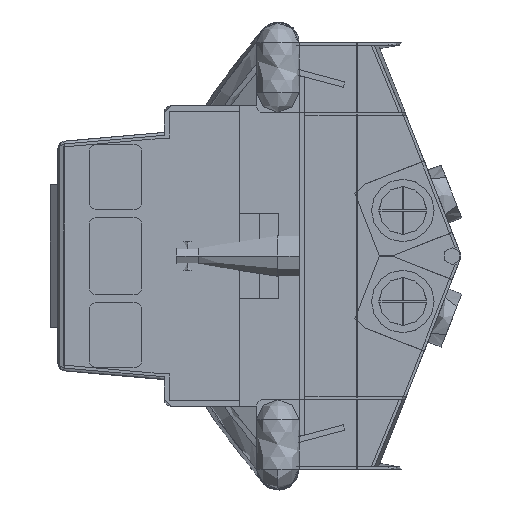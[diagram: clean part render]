
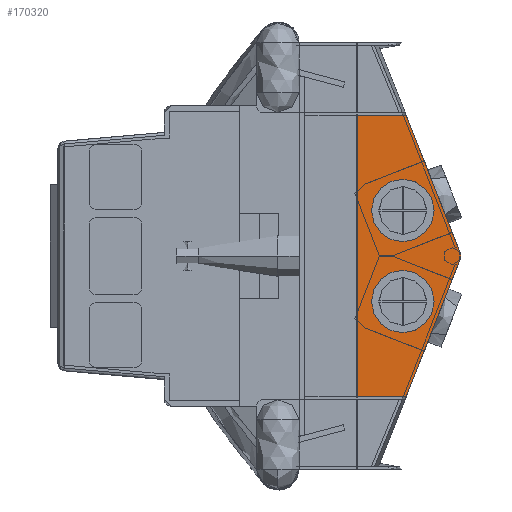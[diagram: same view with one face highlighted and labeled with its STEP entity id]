
A CAD part, left-side view. The second image highlights one B-rep face of the part: STEP entity #170320.
In plain terms, the highlighted face is planar.
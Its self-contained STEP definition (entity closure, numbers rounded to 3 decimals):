
#163530=CARTESIAN_POINT('',(145.374,62.918,
100.));
#163540=VERTEX_POINT('',#163530);
#163590=CARTESIAN_POINT('',(145.374,129.13,
100.));
#163600=DIRECTION('',(0.,-1.,0.));
#163610=VECTOR('',#163600,1.);
#163620=LINE('',#163590,#163610);
#163630=CARTESIAN_POINT('',(145.374,51.417,
100.));
#163640=VERTEX_POINT('',#163630);
#163650=EDGE_CURVE('',#163540,#163640,#163620,.T.);
#167650=CARTESIAN_POINT('',(-145.374,50.917,
100.));
#167660=VERTEX_POINT('',#167650);
#167690=CARTESIAN_POINT('',(-145.374,129.13,
100.));
#167700=DIRECTION('',(0.,-1.,0.));
#167710=VECTOR('',#167700,1.);
#167720=LINE('',#167690,#167710);
#167730=CARTESIAN_POINT('',(-145.374,62.918,
100.));
#167740=VERTEX_POINT('',#167730);
#167750=EDGE_CURVE('',#167740,#167660,#167720,.T.);
#168880=CARTESIAN_POINT('',(-75.357,-39.525,
100.));
#168890=DIRECTION('',(-0.925,-0.381,0.));
#168900=VECTOR('',#168890,1.);
#168910=LINE('',#168880,#168900);
#168920=CARTESIAN_POINT('',(100.555,32.951,
100.));
#168930=VERTEX_POINT('',#168920);
#168940=EDGE_CURVE('',#163640,#168930,#168910,.T.);
#169130=CARTESIAN_POINT('',(0.,62.918,100.));
#169140=DIRECTION('',(1.,0.,0.));
#169150=VECTOR('',#169140,1.);
#169160=LINE('',#169130,#169150);
#169170=EDGE_CURVE('',#167740,#163540,#169160,.T.);
#169310=CARTESIAN_POINT('',(-100.555,32.451,
100.));
#169320=VERTEX_POINT('',#169310);
#169400=CARTESIAN_POINT('',(-100.555,28.952,
100.));
#169410=VERTEX_POINT('',#169400);
#169440=CARTESIAN_POINT('',(-100.555,48.2,
100.));
#169450=DIRECTION('',(0.,1.,0.));
#169460=VECTOR('',#169450,1.);
#169470=LINE('',#169440,#169460);
#169480=EDGE_CURVE('',#169410,#169320,#169470,.T.);
#169530=CARTESIAN_POINT('',(-3.714,15.524,
100.));
#169540=DIRECTION('',(0.,0.,-1.));
#169550=DIRECTION('',(1.,0.,0.));
#169560=AXIS2_PLACEMENT_3D('',#169530,#169540,#169550);
#169570=PLANE('',#169560);
#169580=CARTESIAN_POINT('',(32.,30.778,100.));
#169590=DIRECTION('',(0.,0.,-1.));
#169600=DIRECTION('',(-1.,0.,0.));
#169610=AXIS2_PLACEMENT_3D('',#169580,#169590,#169600);
#169620=CIRCLE('',#169610,20.);
#169630=CARTESIAN_POINT('',(12.,30.778,100.));
#169640=VERTEX_POINT('',#169630);
#169650=CARTESIAN_POINT('',(52.,30.778,100.));
#169660=VERTEX_POINT('',#169650);
#169670=EDGE_CURVE('',#169640,#169660,#169620,.T.);
#169680=ORIENTED_EDGE('',*,*,#169670,.F.);
#169690=EDGE_CURVE('',#169660,#169640,#169620,.T.);
#169700=ORIENTED_EDGE('',*,*,#169690,.F.);
#169710=EDGE_LOOP('',(#169700,#169680));
#169720=FACE_BOUND('',#169710,.T.);
#169730=CARTESIAN_POINT('',(-32.,30.778,100.));
#169740=DIRECTION('',(0.,0.,-1.));
#169750=DIRECTION('',(-1.,0.,0.));
#169760=AXIS2_PLACEMENT_3D('',#169730,#169740,#169750);
#169770=CIRCLE('',#169760,20.);
#169780=CARTESIAN_POINT('',(-52.,30.778,100.));
#169790=VERTEX_POINT('',#169780);
#169800=CARTESIAN_POINT('',(-12.,30.778,100.));
#169810=VERTEX_POINT('',#169800);
#169820=EDGE_CURVE('',#169790,#169810,#169770,.T.);
#169830=ORIENTED_EDGE('',*,*,#169820,.F.);
#169840=EDGE_CURVE('',#169810,#169790,#169770,.T.);
#169850=ORIENTED_EDGE('',*,*,#169840,.F.);
#169860=EDGE_LOOP('',(#169850,#169830));
#169870=FACE_BOUND('',#169860,.T.);
#169880=CARTESIAN_POINT('',(0.,-3.351,100.));
#169890=DIRECTION('',(0.,0.,-1.));
#169900=DIRECTION('',(-1.,0.,0.));
#169910=AXIS2_PLACEMENT_3D('',#169880,#169890,#169900);
#169920=CIRCLE('',#169910,6.6);
#169930=CARTESIAN_POINT('',(2.407,-9.496,
100.));
#169940=VERTEX_POINT('',#169930);
#169950=CARTESIAN_POINT('',(-2.407,-9.496,
100.));
#169960=VERTEX_POINT('',#169950);
#169970=EDGE_CURVE('',#169940,#169960,#169920,.T.);
#169980=ORIENTED_EDGE('',*,*,#169970,.T.);
#169990=CARTESIAN_POINT('',(-75.357,-39.959,
100.));
#170000=DIRECTION('',(-0.931,-0.365,0.));
#170010=VECTOR('',#170000,1.);
#170020=LINE('',#169990,#170010);
#170030=CARTESIAN_POINT('',(100.555,28.952,
100.));
#170040=VERTEX_POINT('',#170030);
#170050=EDGE_CURVE('',#170040,#169940,#170020,.T.);
#170060=ORIENTED_EDGE('',*,*,#170050,.T.);
#170070=CARTESIAN_POINT('',(100.555,48.2,
100.));
#170080=DIRECTION('',(0.,-1.,0.));
#170090=VECTOR('',#170080,1.);
#170100=LINE('',#170070,#170090);
#170110=EDGE_CURVE('',#168930,#170040,#170100,.T.);
#170120=ORIENTED_EDGE('',*,*,#170110,.T.);
#170130=ORIENTED_EDGE('',*,*,#168940,.T.);
#170140=ORIENTED_EDGE('',*,*,#163650,.T.);
#170150=ORIENTED_EDGE('',*,*,#169170,.T.);
#170160=ORIENTED_EDGE('',*,*,#167750,.F.);
#170170=CARTESIAN_POINT('',(-75.357,22.069,
100.));
#170180=DIRECTION('',(0.925,-0.381,0.));
#170190=VECTOR('',#170180,1.);
#170200=LINE('',#170170,#170190);
#170210=EDGE_CURVE('',#167660,#169320,#170200,.T.);
#170220=ORIENTED_EDGE('',*,*,#170210,.F.);
#170230=ORIENTED_EDGE('',*,*,#169480,.T.);
#170240=CARTESIAN_POINT('',(-75.46,19.121,
100.));
#170250=DIRECTION('',(-0.931,0.365,0.));
#170260=VECTOR('',#170250,1.);
#170270=LINE('',#170240,#170260);
#170280=EDGE_CURVE('',#169960,#169410,#170270,.T.);
#170290=ORIENTED_EDGE('',*,*,#170280,.T.);
#170300=EDGE_LOOP('',(#170290,#170230,#170220,#170160,#170150,#170140,
#170130,#170120,#170060,#169980));
#170310=FACE_OUTER_BOUND('',#170300,.T.);
#170320=ADVANCED_FACE('',(#169720,#169870,#170310),#169570,.T.);
